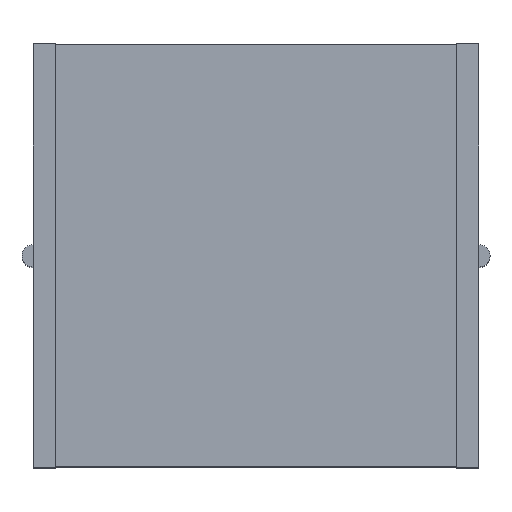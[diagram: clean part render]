
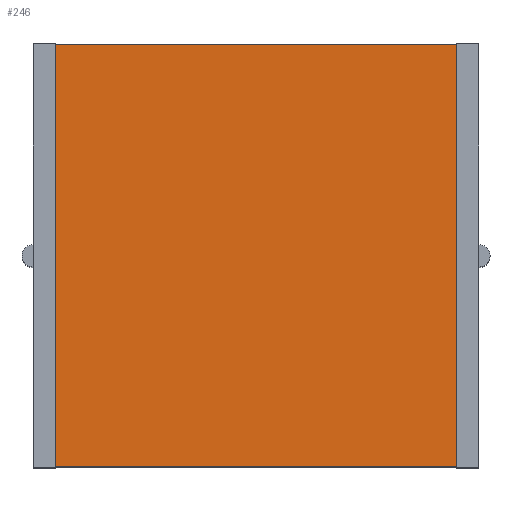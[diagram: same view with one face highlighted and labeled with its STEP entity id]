
A CAD part, top view. The second image highlights one B-rep face of the part: STEP entity #246.
In plain terms, the highlighted planar face has unit normal (0, 0, 1).
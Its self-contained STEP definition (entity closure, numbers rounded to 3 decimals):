
#12=DIRECTION('',(0.,0.,1.));
#26=DIRECTION('',(1.,0.,0.));
#79=VECTOR('',#80,1.);
#80=DIRECTION('',(0.,1.,0.));
#86=VECTOR('',#26,1.);
#165=VERTEX_POINT('',#166);
#166=CARTESIAN_POINT('',(0.5,-4.73,9.98));
#169=EDGE_CURVE('',#165,#170,#172,.T.);
#170=VERTEX_POINT('',#171);
#171=CARTESIAN_POINT('',(0.5,4.73,9.98));
#172=LINE('',#166,#79);
#208=ORIENTED_EDGE('',*,*,#209,.T.);
#209=EDGE_CURVE('',#165,#210,#212,.T.);
#210=VERTEX_POINT('',#211);
#211=CARTESIAN_POINT('',(9.5,-4.73,9.98));
#212=LINE('',#166,#86);
#237=EDGE_CURVE('',#170,#238,#240,.T.);
#238=VERTEX_POINT('',#239);
#239=CARTESIAN_POINT('',(9.5,4.73,9.98));
#240=LINE('',#171,#86);
#246=ADVANCED_FACE('',(#247),#254,.T.);
#247=FACE_BOUND('',#248,.T.);
#248=EDGE_LOOP('',(#249,#208,#250,#253));
#249=ORIENTED_EDGE('',*,*,#169,.F.);
#250=ORIENTED_EDGE('',*,*,#251,.T.);
#251=EDGE_CURVE('',#210,#238,#252,.T.);
#252=LINE('',#211,#79);
#253=ORIENTED_EDGE('',*,*,#237,.F.);
#254=PLANE('',#255);
#255=AXIS2_PLACEMENT_3D('',#166,#12,#26);
